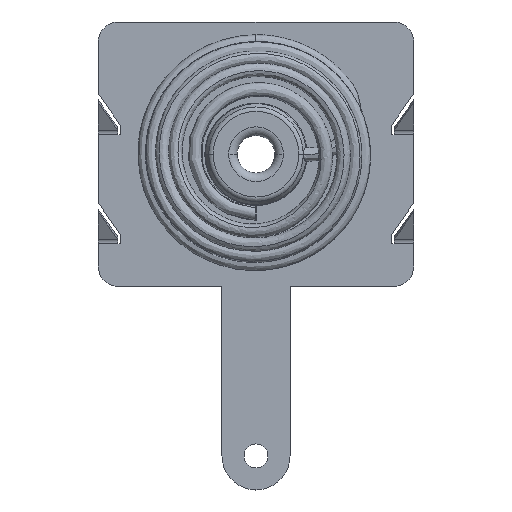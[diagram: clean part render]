
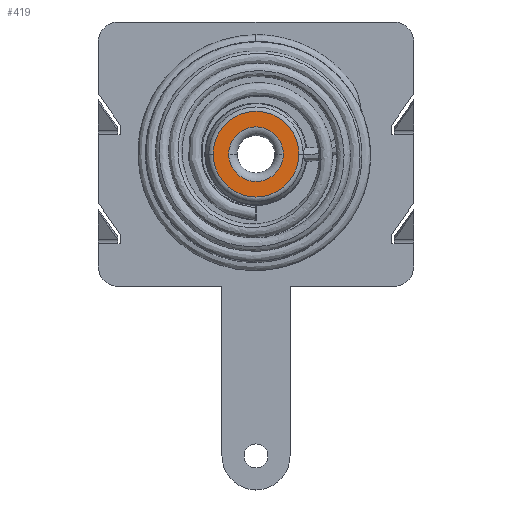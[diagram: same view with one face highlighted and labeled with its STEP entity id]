
A CAD part, top view. The second image highlights one B-rep face of the part: STEP entity #419.
In plain terms, the highlighted planar face has unit normal (0, 0, 1).
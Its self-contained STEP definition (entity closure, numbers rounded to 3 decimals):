
#173 = EDGE_LOOP ( 'NONE', ( #2936, #1088 ) ) ;
#380 = ORIENTED_EDGE ( 'NONE', *, *, #4127, .T. ) ;
#404 = EDGE_CURVE ( 'NONE', #3958, #1612, #2844, .T. ) ;
#419 = ADVANCED_FACE ( 'NONE', ( #709, #3393 ), #4281, .T. ) ;
#709 = FACE_BOUND ( 'NONE', #173, .T. ) ;
#800 = DIRECTION ( 'NONE',  ( 0., 0., -1. ) ) ;
#1088 = ORIENTED_EDGE ( 'NONE', *, *, #3139, .T. ) ;
#1270 = CARTESIAN_POINT ( 'NONE',  ( -2.509, 19.665, 1.3 ) ) ;
#1585 = DIRECTION ( 'NONE',  ( 0., 0., 1. ) ) ;
#1612 = VERTEX_POINT ( 'NONE', #3593 ) ;
#1730 = CARTESIAN_POINT ( 'NONE',  ( 0., 19.665, 1.3 ) ) ;
#1782 = AXIS2_PLACEMENT_3D ( 'NONE', #3483, #800, #1966 ) ;
#1950 = CARTESIAN_POINT ( 'NONE',  ( 2.509, 19.665, 1.3 ) ) ;
#1966 = DIRECTION ( 'NONE',  ( 1., 0., 0. ) ) ;
#1983 = DIRECTION ( 'NONE',  ( 1., 0., 0. ) ) ;
#2053 = CIRCLE ( 'NONE', #2829, 1.6 ) ;
#2100 = CARTESIAN_POINT ( 'NONE',  ( 1.6, 19.665, 1.3 ) ) ;
#2316 = EDGE_CURVE ( 'NONE', #2937, #4902, #2659, .T. ) ;
#2331 = CARTESIAN_POINT ( 'NONE',  ( 0., 19.665, 1.3 ) ) ;
#2348 = DIRECTION ( 'NONE',  ( 0., 0., 1. ) ) ;
#2527 = DIRECTION ( 'NONE',  ( 0., 0., 1. ) ) ;
#2558 = DIRECTION ( 'NONE',  ( 1., 0., 0. ) ) ;
#2659 = CIRCLE ( 'NONE', #3175, 2.509 ) ;
#2829 = AXIS2_PLACEMENT_3D ( 'NONE', #1730, #3637, #2558 ) ;
#2844 = CIRCLE ( 'NONE', #1782, 1.6 ) ;
#2936 = ORIENTED_EDGE ( 'NONE', *, *, #404, .T. ) ;
#2937 = VERTEX_POINT ( 'NONE', #1270 ) ;
#3108 = CARTESIAN_POINT ( 'NONE',  ( 0., 19.665, 1.3 ) ) ;
#3139 = EDGE_CURVE ( 'NONE', #1612, #3958, #2053, .T. ) ;
#3143 = ORIENTED_EDGE ( 'NONE', *, *, #2316, .T. ) ;
#3175 = AXIS2_PLACEMENT_3D ( 'NONE', #3108, #1585, #4672 ) ;
#3393 = FACE_OUTER_BOUND ( 'NONE', #4583, .T. ) ;
#3483 = CARTESIAN_POINT ( 'NONE',  ( 0., 19.665, 1.3 ) ) ;
#3593 = CARTESIAN_POINT ( 'NONE',  ( -1.6, 19.665, 1.3 ) ) ;
#3595 = CIRCLE ( 'NONE', #3647, 2.509 ) ;
#3624 = DIRECTION ( 'NONE',  ( 1., 0., 0. ) ) ;
#3637 = DIRECTION ( 'NONE',  ( 0., 0., -1. ) ) ;
#3647 = AXIS2_PLACEMENT_3D ( 'NONE', #4384, #2527, #3624 ) ;
#3841 = AXIS2_PLACEMENT_3D ( 'NONE', #2331, #2348, #1983 ) ;
#3958 = VERTEX_POINT ( 'NONE', #2100 ) ;
#4127 = EDGE_CURVE ( 'NONE', #4902, #2937, #3595, .T. ) ;
#4281 = PLANE ( 'NONE',  #3841 ) ;
#4384 = CARTESIAN_POINT ( 'NONE',  ( 0., 19.665, 1.3 ) ) ;
#4583 = EDGE_LOOP ( 'NONE', ( #380, #3143 ) ) ;
#4672 = DIRECTION ( 'NONE',  ( 1., 0., 0. ) ) ;
#4902 = VERTEX_POINT ( 'NONE', #1950 ) ;
